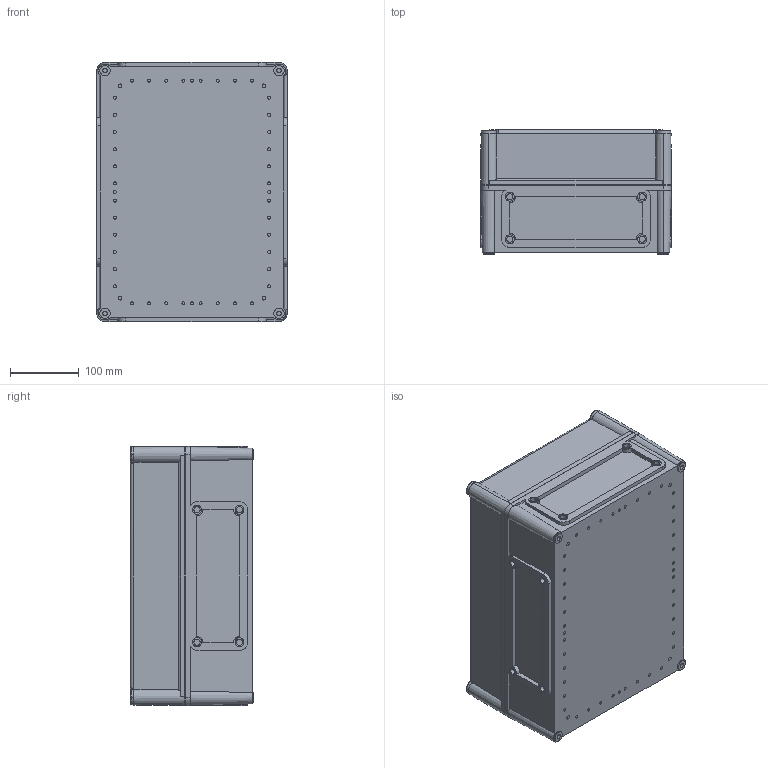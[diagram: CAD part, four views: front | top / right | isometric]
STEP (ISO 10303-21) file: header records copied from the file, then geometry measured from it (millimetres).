
FILE_DESCRIPTION (( 'STEP AP214' ), '1' );
FILE_NAME ('FIBOX_EKPE_180G_2538046.STEP', '2022-12-19T11:04:40', ( 'fiboxadmin' ), ( '' ), 'SwSTEP 2.0', 'SolidWorks 2021', '' );
FILE_SCHEMA (( 'AUTOMOTIVE_DESIGN' ));
Length unit declared in the file: millimetre
Products named in the file (4): SS 10563 long Cross head screw; FIBOX_EKPE_180G_2538046; FIBOX_EKP80C; Fibox_EKPE_380x280x100_B
Assembly tree (6 placements, depth 2):
  FIBOX_EKPE_180G_2538046
    Fibox_EKPE_380x280x100_B
    FIBOX_EKP80C
    SS 10563 long Cross head screw  x4
Bounding box: 279 x 180.5 x 379 mm (x, y, z)
Volume: 1728470.5 mm3; surface area: 927279.7 mm2
Topology: 6 solids, 6 shells, 1400 faces, 3539 edges, 2293 vertices
Faces by surface type: plane 669, cylinder 560, cone 105, bspline 56, torus 10
Entity records: 34368 total; most frequent: CARTESIAN_POINT 7460, DIRECTION 5565, ORIENTED_EDGE 5206, EDGE_CURVE 2603, AXIS2_PLACEMENT_3D 2149, VERTEX_POINT 1708, VECTOR 1267, LINE 1267
